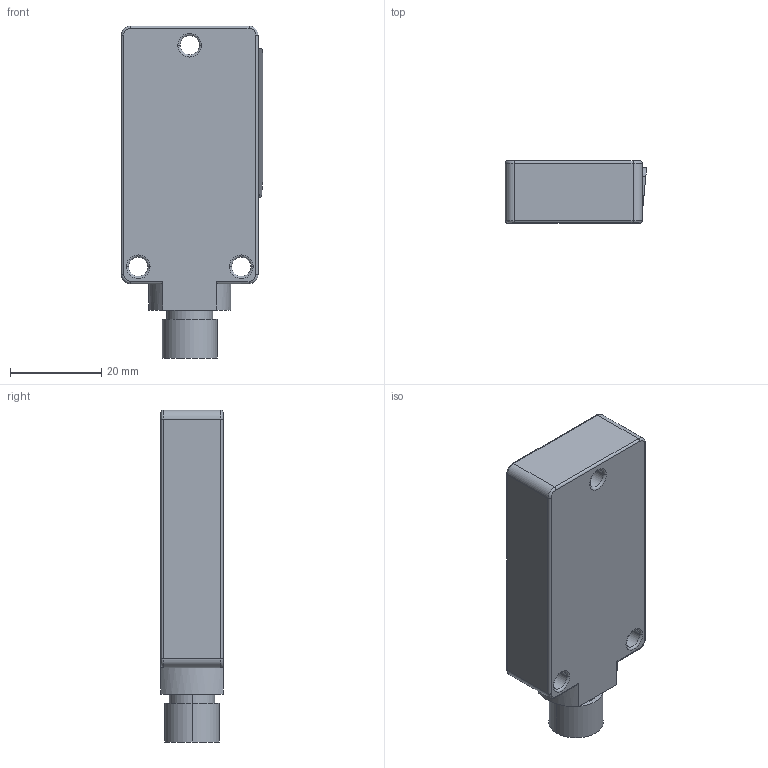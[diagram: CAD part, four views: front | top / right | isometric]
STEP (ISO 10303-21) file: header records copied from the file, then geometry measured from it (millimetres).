
FILE_DESCRIPTION((''),'2;1');
FILE_NAME('SLA40_92_E_F300099A','2006-01-03T',('Pepperl+Fuchs'),('Industriehansa'),'PRO/ENGINEER BY PARAMETRIC TECHNOLOGY CORPORATION, 2005290','PRO/ENGINEER BY PARAMETRIC TECHNOLOGY CORPORATION, 2005290','');
FILE_SCHEMA(('AUTOMOTIVE_DESIGN_CC2 { 1 2 10303 214 -1 1 5 2 }'));
Length unit declared in the file: millimetre
Products named in the file (1): SLA40_92_E_F300099A
Bounding box: 31 x 13.6 x 72.8 mm (x, y, z)
Volume: 24970 mm3; surface area: 6870.4 mm2
Topology: 1 solids, 1 shells, 65 faces, 161 edges, 112 vertices
Faces by surface type: cylinder 31, torus 20, plane 14
Entity records: 2664 total; most frequent: CARTESIAN_POINT 400, DIRECTION 369, ORIENTED_EDGE 300, PRESENTATION_STYLE_ASSIGNMENT 174, STYLED_ITEM 168, CURVE_STYLE 163, AXIS2_PLACEMENT_3D 151, EDGE_CURVE 150
